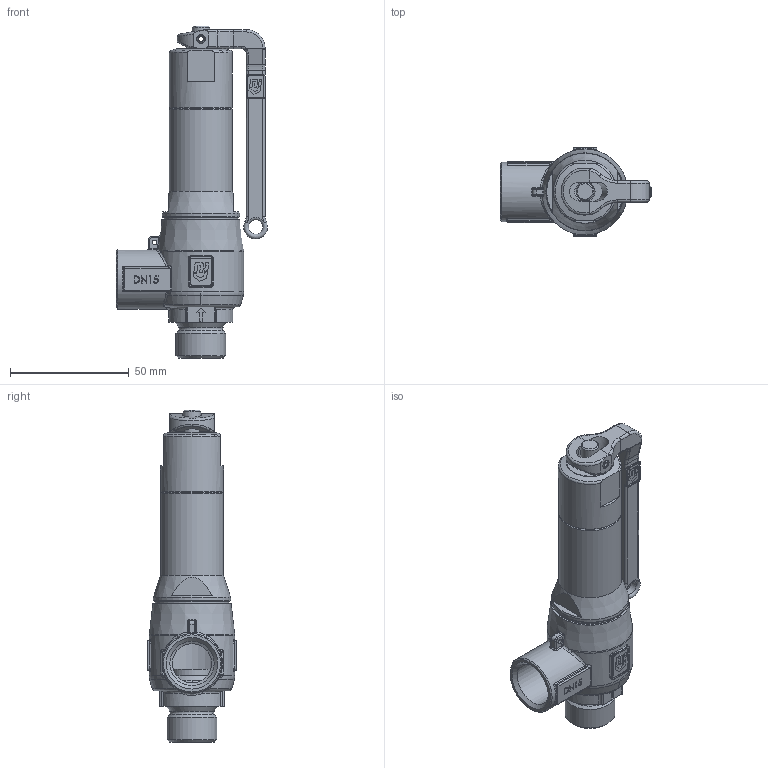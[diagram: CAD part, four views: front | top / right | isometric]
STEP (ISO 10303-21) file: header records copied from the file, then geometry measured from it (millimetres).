
FILE_DESCRIPTION(('HOOPS Exchange Step'),'2;1');
FILE_NAME('SV13-DN15-Hebel.stp','2026-02-04T10:53:19+01:00',('nieru'),('Unknown organisation'),'HOOPS Exchange 2024.2','HOOPS Exchange','Unknown authorisation');
FILE_SCHEMA( ('AP203_CONFIGURATION_CONTROLLED_3D_DESIGN_OF_MECHANICAL_PARTS_AND_ASSEMBLIES_MIM_LF') );
Length unit declared in the file: millimetre
Products named in the file (2): 0; root
Assembly tree (1 placements, depth 2):
  root
    0
Bounding box: 63.5 x 37 x 139.57 mm (x, y, z)
Volume: 55144.4 mm3; surface area: 33267.2 mm2
Topology: 6 solids, 6 shells, 672 faces, 1776 edges, 1157 vertices
Faces by surface type: plane 321, cylinder 142, bspline 114, torus 59, cone 30, sphere 6
Full cylindrical faces by diameter (mm): 2 x1, 3.2 x1, 3.5 x1, 3.7 x2, 6 x1, 7.5 x3, 10.9 x1, 13 x1, 14 x1, 15 x1, 16.5 x2, 18 x1, 18.631 x1, 20.1 x1, 20.92 x1, 20.955 x1, 22 x1, 24 x1, 25 x1, 26 x2, 26.1 x1, 26.37 x1, 26.5 x2, 28 x1, 29.5 x1, 31 x2, 31.2 x1, 32.5 x1
Entity records: 29895 total; most frequent: CARTESIAN_POINT 14124, ORIENTED_EDGE 3526, DIRECTION 2856, EDGE_CURVE 1763, VERTEX_POINT 1155, AXIS2_PLACEMENT_3D 988, VECTOR 880, LINE 880
